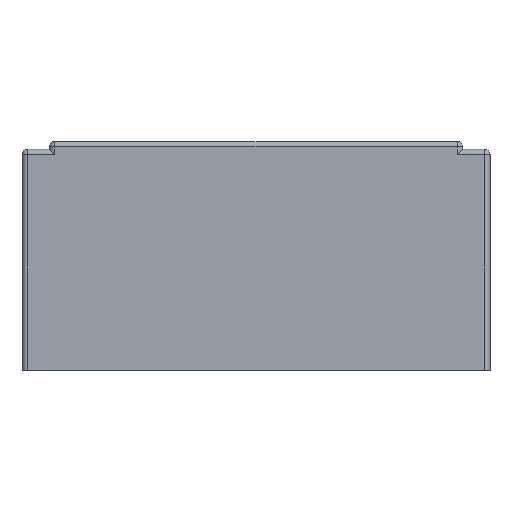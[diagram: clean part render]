
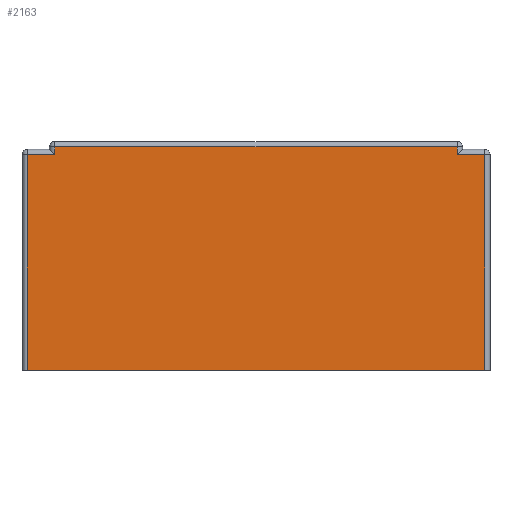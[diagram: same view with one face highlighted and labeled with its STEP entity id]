
A CAD part, top view. The second image highlights one B-rep face of the part: STEP entity #2163.
In plain terms, the highlighted planar face has unit normal (0, 0, 1).
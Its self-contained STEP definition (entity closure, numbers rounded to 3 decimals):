
#296=DIRECTION('',(0.,1.,0.));
#297=VECTOR('',#296,41.25);
#298=CARTESIAN_POINT('',(64.95,28.,35.25));
#299=LINE('',#298,#297);
#304=DIRECTION('',(-1.,0.,0.));
#305=VECTOR('',#304,87.5);
#306=CARTESIAN_POINT('',(64.95,28.,35.25));
#307=LINE('',#306,#305);
#308=DIRECTION('',(1.,0.,0.));
#309=VECTOR('',#308,5.25);
#310=CARTESIAN_POINT('',(-22.55,69.25,35.25));
#311=LINE('',#310,#309);
#312=DIRECTION('',(0.,1.,0.));
#313=VECTOR('',#312,1.5);
#314=CARTESIAN_POINT('',(59.7,69.25,35.25));
#315=LINE('',#314,#313);
#351=DIRECTION('',(-1.,0.,0.));
#352=VECTOR('',#351,77.);
#353=CARTESIAN_POINT('',(59.7,70.75,35.25));
#354=LINE('',#353,#352);
#370=DIRECTION('',(0.,-1.,0.));
#371=VECTOR('',#370,1.5);
#372=CARTESIAN_POINT('',(-17.3,70.75,35.25));
#373=LINE('',#372,#371);
#392=CARTESIAN_POINT('',(-17.3,69.25,35.25));
#430=DIRECTION('',(0.,-1.,0.));
#431=VECTOR('',#430,41.25);
#432=CARTESIAN_POINT('',(-22.55,69.25,35.25));
#433=LINE('',#432,#431);
#1366=DIRECTION('',(-1.,0.,0.));
#1367=VECTOR('',#1366,5.25);
#1368=CARTESIAN_POINT('',(64.95,69.25,35.25));
#1369=LINE('',#1368,#1367);
#1841=CARTESIAN_POINT('',(-22.55,28.,35.25));
#1843=VERTEX_POINT('',#1841);
#1844=CARTESIAN_POINT('',(64.95,28.,35.25));
#1846=VERTEX_POINT('',#1844);
#1911=CARTESIAN_POINT('',(-22.55,69.25,35.25));
#1912=VERTEX_POINT('',#1911);
#1914=VERTEX_POINT('',#392);
#1915=CARTESIAN_POINT('',(59.7,69.25,35.25));
#1916=CARTESIAN_POINT('',(59.7,70.75,35.25));
#1917=VERTEX_POINT('',#1915);
#1918=VERTEX_POINT('',#1916);
#1919=CARTESIAN_POINT('',(-17.3,70.75,35.25));
#1920=VERTEX_POINT('',#1919);
#1958=CARTESIAN_POINT('',(64.95,69.25,35.25));
#1959=VERTEX_POINT('',#1958);
#2141=CARTESIAN_POINT('',(21.2,49.375,35.25));
#2142=DIRECTION('',(0.,0.,1.));
#2143=DIRECTION('',(-1.,0.,0.));
#2144=AXIS2_PLACEMENT_3D('',#2141,#2142,#2143);
#2145=PLANE('',#2144);
#2147=ORIENTED_EDGE('',*,*,#2146,.F.);
#2149=ORIENTED_EDGE('',*,*,#2148,.F.);
#2150=ORIENTED_EDGE('',*,*,#2131,.F.);
#2152=ORIENTED_EDGE('',*,*,#2151,.T.);
#2154=ORIENTED_EDGE('',*,*,#2153,.F.);
#2156=ORIENTED_EDGE('',*,*,#2155,.T.);
#2158=ORIENTED_EDGE('',*,*,#2157,.F.);
#2160=ORIENTED_EDGE('',*,*,#2159,.F.);
#2161=EDGE_LOOP('',(#2147,#2149,#2150,#2152,#2154,#2156,#2158,#2160));
#2162=FACE_OUTER_BOUND('',#2161,.F.);
#2131=EDGE_CURVE('',#1846,#1959,#299,.T.);
#2146=EDGE_CURVE('',#1917,#1918,#315,.T.);
#2148=EDGE_CURVE('',#1959,#1917,#1369,.T.);
#2151=EDGE_CURVE('',#1846,#1843,#307,.T.);
#2153=EDGE_CURVE('',#1912,#1843,#433,.T.);
#2155=EDGE_CURVE('',#1912,#1914,#311,.T.);
#2157=EDGE_CURVE('',#1920,#1914,#373,.T.);
#2159=EDGE_CURVE('',#1918,#1920,#354,.T.);
#2163=ADVANCED_FACE('',(#2162),#2145,.T.);
